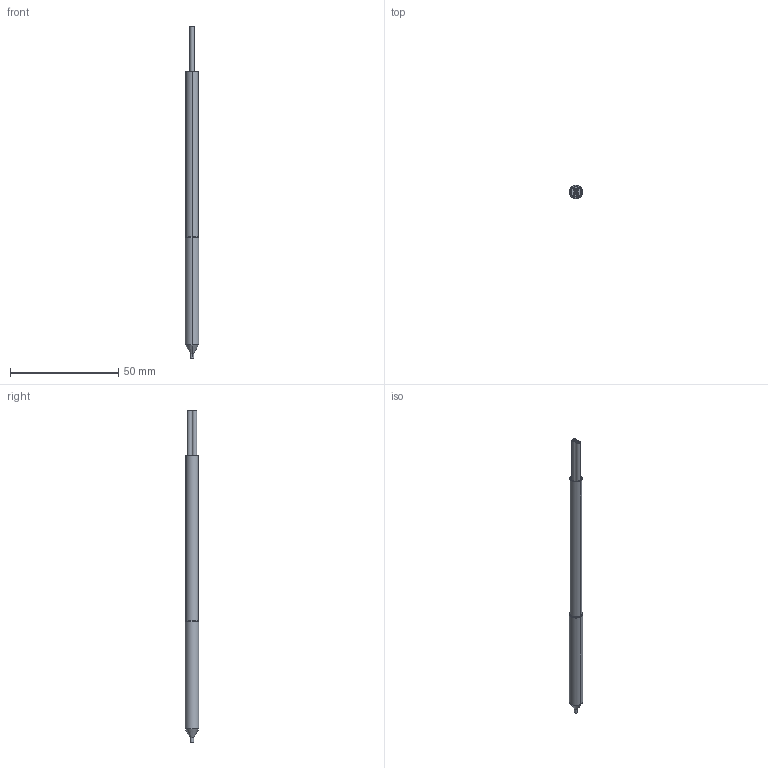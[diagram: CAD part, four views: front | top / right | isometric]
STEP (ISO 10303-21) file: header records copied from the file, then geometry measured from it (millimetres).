
FILE_DESCRIPTION((''),'2;1');
FILE_NAME('193403_ASM','2016-03-02T',('pdmadmin'),(''),'PRO/ENGINEER BY PARAMETRIC TECHNOLOGY CORPORATION, 2013230','PRO/ENGINEER BY PARAMETRIC TECHNOLOGY CORPORATION, 2013230','');
FILE_SCHEMA(('CONFIG_CONTROL_DESIGN'));
Length unit declared in the file: inch
Products named in the file (9): 58154; 10147; FIBER_CORE_1MM; 10147_BARE_CORE67; 10147_ASM; 39465; 39478_61167; 61167_ASM; 193403_ASM
Assembly tree (11 placements, depth 4):
  193403_ASM
    61167_ASM
      58154
      10147_ASM
        10147
        FIBER_CORE_1MM  x2
        10147_BARE_CORE67  x2
      10147
      39465
      39478_61167
Bounding box: 6.22 x 6.22 x 153.32 mm (x, y, z)
Volume: 1829.1 mm3; surface area: 8297.7 mm2
Topology: 9 solids, 9 shells, 98 faces, 194 edges, 113 vertices
Faces by surface type: cylinder 56, plane 18, bspline 8, torus 8, cone 8
Entity records: 2055 total; most frequent: CARTESIAN_POINT 439, DIRECTION 376, ORIENTED_EDGE 248, AXIS2_PLACEMENT_3D 166, EDGE_CURVE 124, CIRCLE 76, VERTEX_POINT 73, EDGE_LOOP 71
